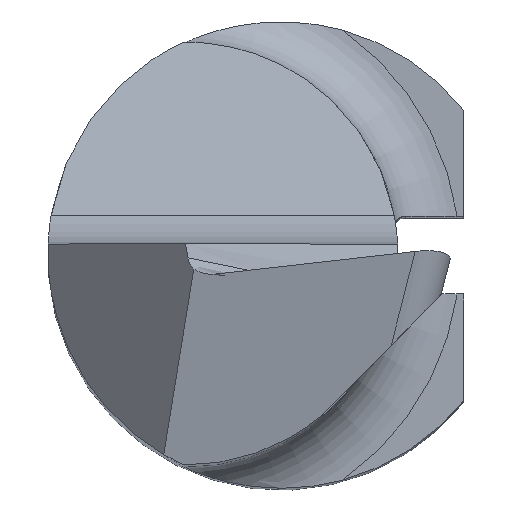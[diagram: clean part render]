
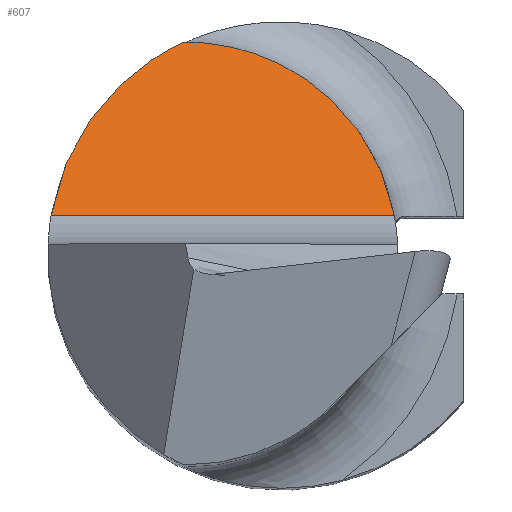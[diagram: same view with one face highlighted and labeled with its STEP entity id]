
A CAD part, top view. The second image highlights one B-rep face of the part: STEP entity #607.
In plain terms, the highlighted planar face has unit normal (0, 0.766, 0.643).
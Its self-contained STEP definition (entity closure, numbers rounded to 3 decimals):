
#8 =( BOUNDED_CURVE ( )  B_SPLINE_CURVE ( 3, ( #119, #680, #381, #875 ),
 .UNSPECIFIED., .F., .F. ) 
 B_SPLINE_CURVE_WITH_KNOTS ( ( 4, 4 ),
 ( 4.895, 6.294 ),
 .UNSPECIFIED. ) 
 CURVE ( )  GEOMETRIC_REPRESENTATION_ITEM ( )  RATIONAL_B_SPLINE_CURVE ( ( 1., 0.843, 0.843, 1. ) ) 
 REPRESENTATION_ITEM ( '' )  );
#53 = ORIENTED_EDGE ( 'NONE', *, *, #862, .T. ) ;
#59 = ORIENTED_EDGE ( 'NONE', *, *, #99, .T. ) ;
#60 = FACE_OUTER_BOUND ( 'NONE', #633, .T. ) ;
#99 = EDGE_CURVE ( 'NONE', #903, #1067, #8, .T. ) ;
#119 = CARTESIAN_POINT ( 'NONE',  ( 1.455, 0.494, 25.458 ) ) ;
#138 = EDGE_CURVE ( 'NONE', #485, #1067, #832, .T. ) ;
#151 = DIRECTION ( 'NONE',  ( 0., -0.766, -0.643 ) ) ;
#249 = VECTOR ( 'NONE', #655, 1000. ) ;
#364 = CARTESIAN_POINT ( 'NONE',  ( 1.455, 0.494, 25.458 ) ) ;
#381 = CARTESIAN_POINT ( 'NONE',  ( 0.132, 2.74, 22.782 ) ) ;
#400 = AXIS2_PLACEMENT_3D ( 'NONE', #1171, #151, #715 ) ;
#485 = VERTEX_POINT ( 'NONE', #1048 ) ;
#541 = LINE ( 'NONE', #548, #249 ) ;
#548 = CARTESIAN_POINT ( 'NONE',  ( -3., 0.494, 25.458 ) ) ;
#607 = ADVANCED_FACE ( 'NONE', ( #60 ), #1166, .F. ) ;
#633 = EDGE_LOOP ( 'NONE', ( #53, #59, #1157 ) ) ;
#655 = DIRECTION ( 'NONE',  ( 1., 0., 0. ) ) ;
#680 = CARTESIAN_POINT ( 'NONE',  ( 1.203, 1.859, 23.833 ) ) ;
#715 = DIRECTION ( 'NONE',  ( 0., 0.643, -0.766 ) ) ;
#782 = CARTESIAN_POINT ( 'NONE',  ( -2.792, 1.495, 24.266 ) ) ;
#832 =( BOUNDED_CURVE ( )  B_SPLINE_CURVE ( 3, ( #869, #782, #965, #1130 ),
 .UNSPECIFIED., .F., .F. ) 
 B_SPLINE_CURVE_WITH_KNOTS ( ( 4, 4 ),
 ( 4.878, 5.852 ),
 .UNSPECIFIED. ) 
 CURVE ( )  GEOMETRIC_REPRESENTATION_ITEM ( )  RATIONAL_B_SPLINE_CURVE ( ( 1., 0.923, 0.923, 1. ) ) 
 REPRESENTATION_ITEM ( '' )  );
#862 = EDGE_CURVE ( 'NONE', #485, #903, #541, .T. ) ;
#869 = CARTESIAN_POINT ( 'NONE',  ( -2.959, 0.494, 25.458 ) ) ;
#875 = CARTESIAN_POINT ( 'NONE',  ( -1.255, 2.725, 22.8 ) ) ;
#903 = VERTEX_POINT ( 'NONE', #364 ) ;
#965 = CARTESIAN_POINT ( 'NONE',  ( -2.176, 2.301, 23.306 ) ) ;
#1048 = CARTESIAN_POINT ( 'NONE',  ( -2.959, 0.494, 25.458 ) ) ;
#1067 = VERTEX_POINT ( 'NONE', #1144 ) ;
#1130 = CARTESIAN_POINT ( 'NONE',  ( -1.255, 2.725, 22.8 ) ) ;
#1144 = CARTESIAN_POINT ( 'NONE',  ( -1.255, 2.725, 22.8 ) ) ;
#1157 = ORIENTED_EDGE ( 'NONE', *, *, #138, .F. ) ;
#1166 = PLANE ( 'NONE',  #400 ) ;
#1171 = CARTESIAN_POINT ( 'NONE',  ( -3., 0.494, 25.458 ) ) ;
